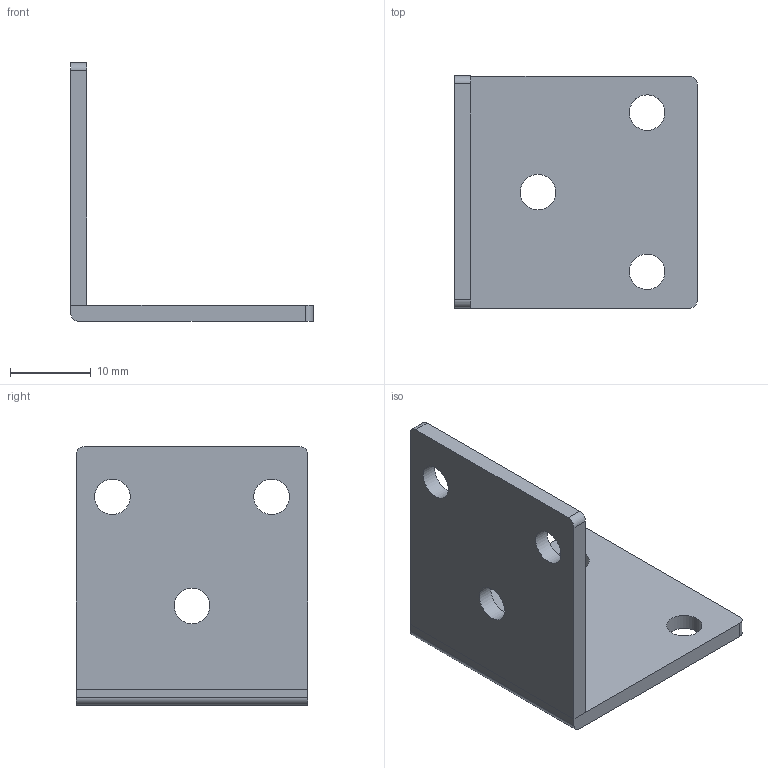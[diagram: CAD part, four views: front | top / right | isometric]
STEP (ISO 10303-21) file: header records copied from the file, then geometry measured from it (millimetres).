
FILE_DESCRIPTION(('FreeCAD Model'),'2;1');
FILE_NAME('Angle Bracket (L shaped with 3 holes per side).stp','2015-04-23T15:33:50',('Author'),(''), 'Open CASCADE STEP processor 6.8','FreeCAD','Unknown');
FILE_SCHEMA(('AUTOMOTIVE_DESIGN_CC2 { 1 2 10303 214 -1 1 5 4 }'));
Length unit declared in the file: millimetre
Products named in the file (1): Angle_Bracket_(L_shaped_with_3_holes_per_side)
Bounding box: 30 x 28.7 x 32 mm (x, y, z)
Volume: 3253.7 mm3; surface area: 3764.3 mm2
Topology: 1 solids, 1 shells, 24 faces, 61 edges, 39 vertices
Faces by surface type: plane 13, cylinder 11
Full cylindrical faces by diameter (mm): 4.4 x6
Entity records: 1588 total; most frequent: CARTESIAN_POINT 305, DIRECTION 242, LINE 135, VECTOR 135, ORIENTED_EDGE 122, PCURVE 122, DEFINITIONAL_REPRESENTATION 122, EDGE_CURVE 61
